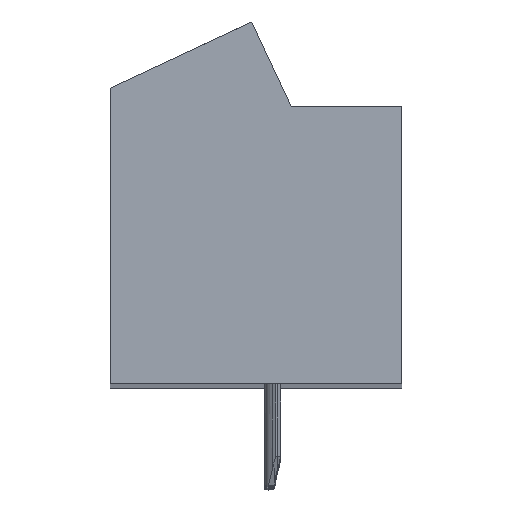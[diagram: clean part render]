
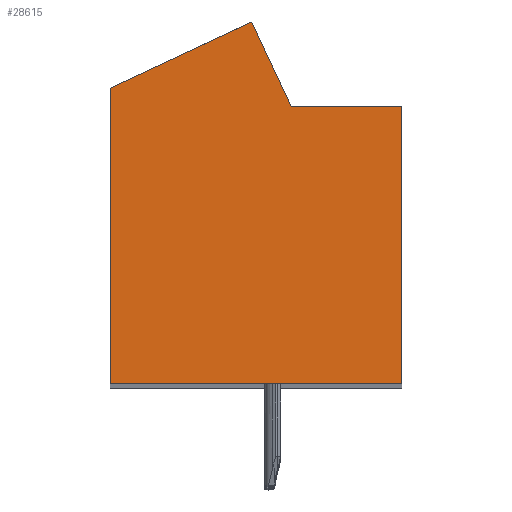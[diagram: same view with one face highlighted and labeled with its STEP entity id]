
A CAD part, top view. The second image highlights one B-rep face of the part: STEP entity #28615.
In plain terms, the highlighted planar face has unit normal (0, 0, 1).
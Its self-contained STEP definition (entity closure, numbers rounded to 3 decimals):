
#10093=DIRECTION('',(-1.,0.,0.));
#10094=VECTOR('',#10093,3.79);
#10095=CARTESIAN_POINT('',(5.002,3.3,82.25));
#10096=LINE('',#10095,#10094);
#10097=DIRECTION('',(0.,1.,0.));
#10098=VECTOR('',#10097,9.5);
#10099=CARTESIAN_POINT('',(5.002,-6.2,82.25));
#10100=LINE('',#10099,#10098);
#10101=DIRECTION('',(1.,0.,0.));
#10102=VECTOR('',#10101,10.);
#10103=CARTESIAN_POINT('',(-4.998,-6.2,82.25));
#10104=LINE('',#10103,#10102);
#10105=DIRECTION('',(0.,-1.,0.));
#10106=VECTOR('',#10105,10.135);
#10107=CARTESIAN_POINT('',(-4.998,3.935,82.25));
#10108=LINE('',#10107,#10106);
#10109=DIRECTION('',(-0.906,-0.423,0.));
#10110=VECTOR('',#10109,5.36);
#10111=CARTESIAN_POINT('',(-0.14,6.2,82.25));
#10112=LINE('',#10111,#10110);
#10113=DIRECTION('',(-0.423,0.906,0.));
#10114=VECTOR('',#10113,3.2);
#10115=CARTESIAN_POINT('',(1.212,3.3,82.25));
#10116=LINE('',#10115,#10114);
#12361=CARTESIAN_POINT('',(5.002,3.3,82.25));
#12362=CARTESIAN_POINT('',(1.212,3.3,82.25));
#12363=VERTEX_POINT('',#12361);
#12364=VERTEX_POINT('',#12362);
#12365=CARTESIAN_POINT('',(-0.14,6.2,82.25));
#12366=VERTEX_POINT('',#12365);
#12367=CARTESIAN_POINT('',(-4.998,3.935,82.25));
#12368=VERTEX_POINT('',#12367);
#12369=CARTESIAN_POINT('',(-4.998,-6.2,82.25));
#12370=VERTEX_POINT('',#12369);
#12371=CARTESIAN_POINT('',(5.002,-6.2,82.25));
#12372=VERTEX_POINT('',#12371);
#28602=CARTESIAN_POINT('',(0.,0.,82.25));
#28603=DIRECTION('',(0.,0.,1.));
#28604=DIRECTION('',(1.,0.,0.));
#28605=AXIS2_PLACEMENT_3D('',#28602,#28603,#28604);
#28606=PLANE('',#28605);
#28607=ORIENTED_EDGE('',*,*,#15806,.F.);
#28608=ORIENTED_EDGE('',*,*,#15821,.F.);
#28609=ORIENTED_EDGE('',*,*,#15835,.F.);
#28610=ORIENTED_EDGE('',*,*,#16284,.F.);
#28611=ORIENTED_EDGE('',*,*,#17150,.F.);
#28612=ORIENTED_EDGE('',*,*,#28596,.F.);
#28613=EDGE_LOOP('',(#28607,#28608,#28609,#28610,#28611,#28612));
#28614=FACE_OUTER_BOUND('',#28613,.F.);
#15806=EDGE_CURVE('',#12363,#12364,#10096,.T.);
#15821=EDGE_CURVE('',#12372,#12363,#10100,.T.);
#15835=EDGE_CURVE('',#12370,#12372,#10104,.T.);
#16284=EDGE_CURVE('',#12368,#12370,#10108,.T.);
#17150=EDGE_CURVE('',#12366,#12368,#10112,.T.);
#28596=EDGE_CURVE('',#12364,#12366,#10116,.T.);
#28615=ADVANCED_FACE('',(#28614),#28606,.T.);
